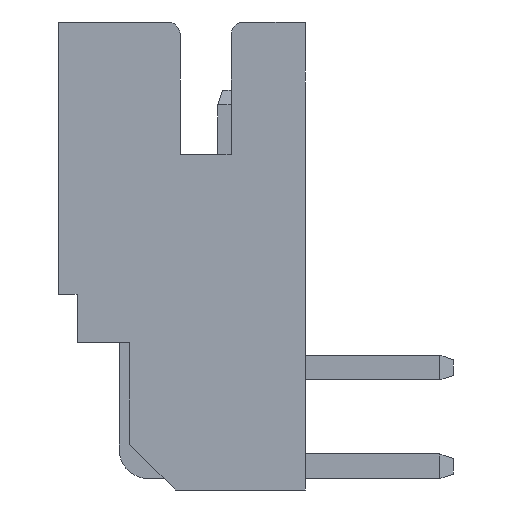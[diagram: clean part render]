
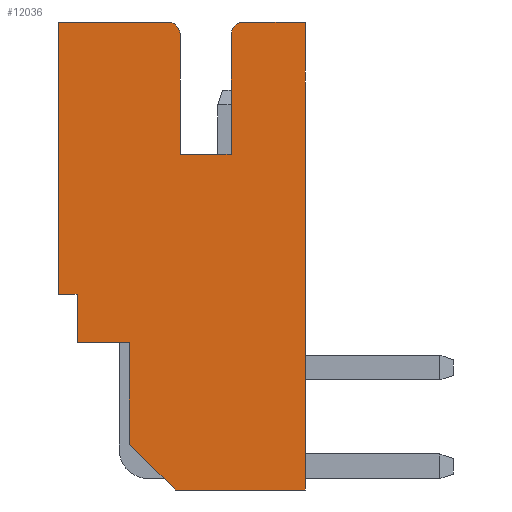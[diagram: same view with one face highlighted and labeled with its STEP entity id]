
A CAD part, left-side view. The second image highlights one B-rep face of the part: STEP entity #12036.
In plain terms, the highlighted planar face has unit normal (-1, 0, 0).
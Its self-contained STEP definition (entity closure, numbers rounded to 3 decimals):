
#129=DIRECTION('',(0.,0.,-1.));
#130=VECTOR('',#129,0.99);
#131=CARTESIAN_POINT('',(-11.95,2.125,-5.51));
#132=LINE('',#131,#130);
#300=DIRECTION('',(0.,0.,1.));
#301=VECTOR('',#300,9.48);
#302=CARTESIAN_POINT('',(-11.95,-2.5,-9.48));
#303=LINE('',#302,#301);
#701=DIRECTION('',(0.,0.,-1.));
#702=VECTOR('',#701,5.51);
#703=CARTESIAN_POINT('',(-11.95,2.5,0.));
#704=LINE('',#703,#702);
#2985=DIRECTION('',(0.,1.,0.));
#2986=VECTOR('',#2985,0.375);
#2987=CARTESIAN_POINT('',(-11.95,2.125,-5.51));
#2988=LINE('',#2987,#2986);
#2989=DIRECTION('',(0.,-1.,0.));
#2990=VECTOR('',#2989,2.273);
#2991=CARTESIAN_POINT('',(-11.95,2.5,0.));
#2992=LINE('',#2991,#2990);
#2993=CARTESIAN_POINT('',(-11.95,0.335,-0.28));
#2994=DIRECTION('',(1.,0.,0.));
#2995=DIRECTION('',(0.,-0.359,0.933));
#2996=AXIS2_PLACEMENT_3D('',#2993,#2994,#2995);
#2998=DIRECTION('',(0.,0.,-1.));
#2999=VECTOR('',#2998,2.4);
#3000=CARTESIAN_POINT('',(-11.95,0.035,-0.28));
#3001=LINE('',#3000,#2999);
#3002=CARTESIAN_POINT('',(-11.95,-1.295,-0.28));
#3003=DIRECTION('',(1.,0.,0.));
#3004=DIRECTION('',(0.,1.,0.));
#3005=AXIS2_PLACEMENT_3D('',#3002,#3003,#3004);
#3007=DIRECTION('',(0.,-1.,0.));
#3008=VECTOR('',#3007,1.313);
#3009=CARTESIAN_POINT('',(-11.95,-1.187,0.));
#3010=LINE('',#3009,#3008);
#3011=DIRECTION('',(0.,1.,0.));
#3012=VECTOR('',#3011,2.635);
#3013=CARTESIAN_POINT('',(-11.95,-2.5,-9.48));
#3014=LINE('',#3013,#3012);
#3015=DIRECTION('',(0.,0.707,0.707));
#3016=VECTOR('',#3015,1.315);
#3017=CARTESIAN_POINT('',(-11.95,0.135,-9.48));
#3018=LINE('',#3017,#3016);
#3145=DIRECTION('',(0.,0.,-1.));
#3146=VECTOR('',#3145,2.4);
#3147=CARTESIAN_POINT('',(-11.95,-0.995,-0.28));
#3148=LINE('',#3147,#3146);
#3153=DIRECTION('',(0.,1.,0.));
#3154=VECTOR('',#3153,1.03);
#3155=CARTESIAN_POINT('',(-11.95,-0.995,-2.68));
#3156=LINE('',#3155,#3154);
#3241=DIRECTION('',(0.,0.,-1.));
#3242=VECTOR('',#3241,2.05);
#3243=CARTESIAN_POINT('',(-11.95,1.065,-6.5));
#3244=LINE('',#3243,#3242);
#3277=DIRECTION('',(0.,-1.,0.));
#3278=VECTOR('',#3277,1.06);
#3279=CARTESIAN_POINT('',(-11.95,2.125,-6.5));
#3280=LINE('',#3279,#3278);
#6017=CARTESIAN_POINT('',(-11.95,2.125,-5.51));
#6018=VERTEX_POINT('',#6017);
#6019=CARTESIAN_POINT('',(-11.95,2.125,-6.5));
#6020=VERTEX_POINT('',#6019);
#6161=CARTESIAN_POINT('',(-11.95,-2.5,-9.48));
#6162=VERTEX_POINT('',#6161);
#6163=CARTESIAN_POINT('',(-11.95,-2.5,0.));
#6164=VERTEX_POINT('',#6163);
#6783=CARTESIAN_POINT('',(-11.95,2.5,0.));
#6784=VERTEX_POINT('',#6783);
#6785=CARTESIAN_POINT('',(-11.95,2.5,-5.51));
#6786=VERTEX_POINT('',#6785);
#7385=CARTESIAN_POINT('',(-11.95,0.227,0.));
#7386=VERTEX_POINT('',#7385);
#7387=CARTESIAN_POINT('',(-11.95,0.035,-0.28));
#7388=VERTEX_POINT('',#7387);
#7389=CARTESIAN_POINT('',(-11.95,0.035,-2.68));
#7390=VERTEX_POINT('',#7389);
#7391=CARTESIAN_POINT('',(-11.95,-0.995,-2.68));
#7392=VERTEX_POINT('',#7391);
#7393=CARTESIAN_POINT('',(-11.95,-0.995,-0.28));
#7394=VERTEX_POINT('',#7393);
#7395=CARTESIAN_POINT('',(-11.95,-1.187,0.));
#7396=VERTEX_POINT('',#7395);
#7397=CARTESIAN_POINT('',(-11.95,0.135,-9.48));
#7398=VERTEX_POINT('',#7397);
#7399=CARTESIAN_POINT('',(-11.95,1.065,-8.55));
#7400=VERTEX_POINT('',#7399);
#7401=CARTESIAN_POINT('',(-11.95,1.065,-6.5));
#7402=VERTEX_POINT('',#7401);
#12003=CARTESIAN_POINT('',(-11.95,0.,-4.74));
#12004=DIRECTION('',(1.,0.,0.));
#12005=DIRECTION('',(0.,1.,0.));
#12006=AXIS2_PLACEMENT_3D('',#12003,#12004,#12005);
#12007=PLANE('',#12006);
#12008=ORIENTED_EDGE('',*,*,#7885,.F.);
#12009=ORIENTED_EDGE('',*,*,#11998,.T.);
#12010=ORIENTED_EDGE('',*,*,#8500,.F.);
#12012=ORIENTED_EDGE('',*,*,#12011,.T.);
#12014=ORIENTED_EDGE('',*,*,#12013,.T.);
#12016=ORIENTED_EDGE('',*,*,#12015,.T.);
#12018=ORIENTED_EDGE('',*,*,#12017,.F.);
#12020=ORIENTED_EDGE('',*,*,#12019,.F.);
#12022=ORIENTED_EDGE('',*,*,#12021,.T.);
#12024=ORIENTED_EDGE('',*,*,#12023,.T.);
#12025=ORIENTED_EDGE('',*,*,#8080,.F.);
#12027=ORIENTED_EDGE('',*,*,#12026,.T.);
#12029=ORIENTED_EDGE('',*,*,#12028,.T.);
#12031=ORIENTED_EDGE('',*,*,#12030,.F.);
#12033=ORIENTED_EDGE('',*,*,#12032,.F.);
#12034=EDGE_LOOP('',(#12008,#12009,#12010,#12012,#12014,#12016,#12018,#12020,
#12022,#12024,#12025,#12027,#12029,#12031,#12033));
#12035=FACE_OUTER_BOUND('',#12034,.F.);
#2997=CIRCLE('',#2996,0.3);
#3006=CIRCLE('',#3005,0.3);
#7885=EDGE_CURVE('',#6018,#6020,#132,.T.);
#8080=EDGE_CURVE('',#6162,#6164,#303,.T.);
#8500=EDGE_CURVE('',#6784,#6786,#704,.T.);
#11998=EDGE_CURVE('',#6018,#6786,#2988,.T.);
#12011=EDGE_CURVE('',#6784,#7386,#2992,.T.);
#12013=EDGE_CURVE('',#7386,#7388,#2997,.T.);
#12015=EDGE_CURVE('',#7388,#7390,#3001,.T.);
#12017=EDGE_CURVE('',#7392,#7390,#3156,.T.);
#12019=EDGE_CURVE('',#7394,#7392,#3148,.T.);
#12021=EDGE_CURVE('',#7394,#7396,#3006,.T.);
#12023=EDGE_CURVE('',#7396,#6164,#3010,.T.);
#12026=EDGE_CURVE('',#6162,#7398,#3014,.T.);
#12028=EDGE_CURVE('',#7398,#7400,#3018,.T.);
#12030=EDGE_CURVE('',#7402,#7400,#3244,.T.);
#12032=EDGE_CURVE('',#6020,#7402,#3280,.T.);
#12036=ADVANCED_FACE('',(#12035),#12007,.F.);
